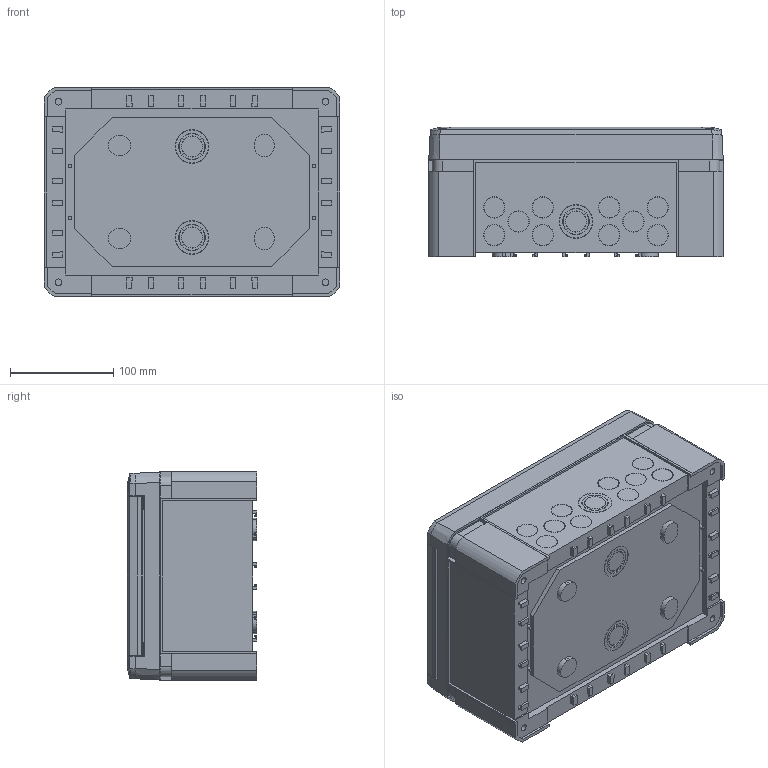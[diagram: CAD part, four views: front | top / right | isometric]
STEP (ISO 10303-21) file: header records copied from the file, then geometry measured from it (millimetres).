
FILE_DESCRIPTION (( 'STEP AP214' ), '1' );
FILE_NAME ('2008832.stp', '2021-01-29T14:07:12', ( '' ), ( '' ), 'SwSTEP 2.0', 'SolidWorks 2020', '' );
FILE_SCHEMA (( 'AUTOMOTIVE_DESIGN' ));
Length unit declared in the file: millimetre
Products named in the file (10): ED170-04-02_Standard; 087700_Standard; 018602_ISO 7049 - 3,5 x 9,5 F-Z; 2008832; 076460_SB9135BC 22AB™ -DB; 053161_Standard; 091280_Standard; 092861_S-935; 103160_12 Teilungseinheiten; 053160_Standard
Assembly tree (19 placements, depth 3):
  2008832
    076460_SB9135BC 22AB™ -DB
    103160_12 Teilungseinheiten
      053161_Standard
      053160_Standard
    087700_Standard  x4
    091280_Standard  x2
    092861_S-935
    ED170-04-02_Standard  x4
    018602_ISO 7049 - 3,5 x 9,5 F-Z  x4
Bounding box: 286.3 x 125.41 x 202.2 mm (x, y, z)
Volume: 1426045 mm3; surface area: 680090.8 mm2
Topology: 18 solids, 18 shells, 1064 faces, 2566 edges, 1658 vertices
Faces by surface type: plane 784, cylinder 184, cone 88, sphere 4, torus 4
Full cylindrical faces by diameter (mm): 3.5 x4, 5 x4, 6.5 x4, 6.9 x4, 11.3 x4, 15.6 x4, 15.7 x4, 16.4 x4, 20 x24, 20.58 x24, 25 x4, 25.58 x4, 32 x4, 32.58 x4
Entity records: 25253 total; most frequent: CARTESIAN_POINT 4553, DIRECTION 4116, ORIENTED_EDGE 4064, EDGE_CURVE 2032, VECTOR 1558, LINE 1558, VERTEX_POINT 1368, AXIS2_PLACEMENT_3D 1279
